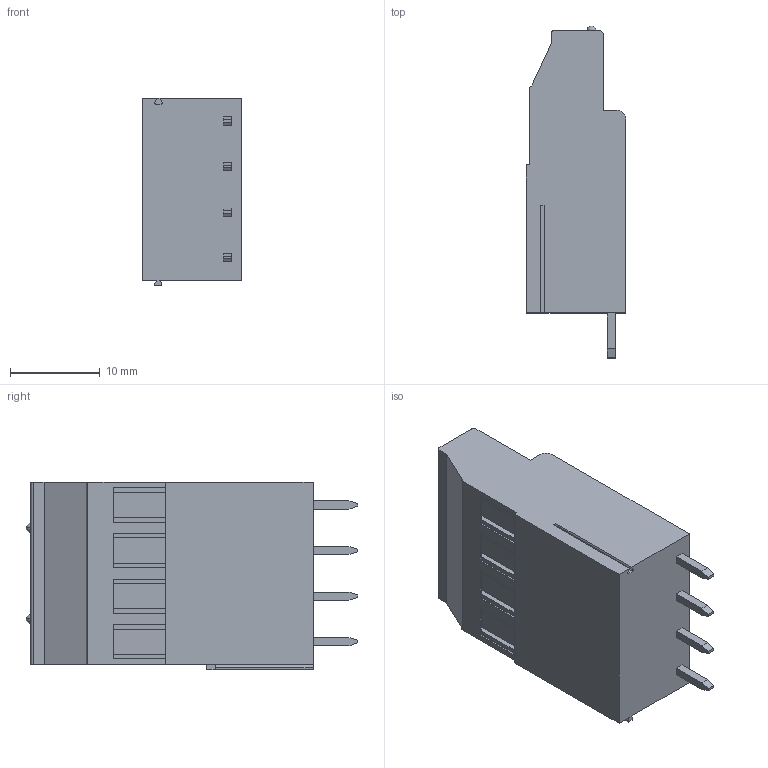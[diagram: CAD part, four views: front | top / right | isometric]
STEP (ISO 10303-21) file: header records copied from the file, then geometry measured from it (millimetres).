
FILE_DESCRIPTION((''),'2;1');
FILE_NAME('PRT0053','2025-01-11T',('yanfa'),(''),'PRO/ENGINEER BY PARAMETRIC TECHNOLOGY CORPORATION, 2009280','PRO/ENGINEER BY PARAMETRIC TECHNOLOGY CORPORATION, 2009280','');
FILE_SCHEMA(('AUTOMOTIVE_DESIGN_CC2 { 1 2 10303 214 -1 1 5 2 }'));
Length unit declared in the file: millimetre
Products named in the file (1): PRT0053
Bounding box: 11.1 x 37 x 20.92 mm (x, y, z)
Volume: 6198.6 mm3; surface area: 2630 mm2
Topology: 1 solids, 1 shells, 152 faces, 416 edges, 272 vertices
Faces by surface type: plane 116, cylinder 24, torus 8, sphere 4
Entity records: 4859 total; most frequent: CARTESIAN_POINT 940, ORIENTED_EDGE 824, DIRECTION 780, EDGE_CURVE 412, VECTOR 316, LINE 316, VERTEX_POINT 272, AXIS2_PLACEMENT_3D 232
